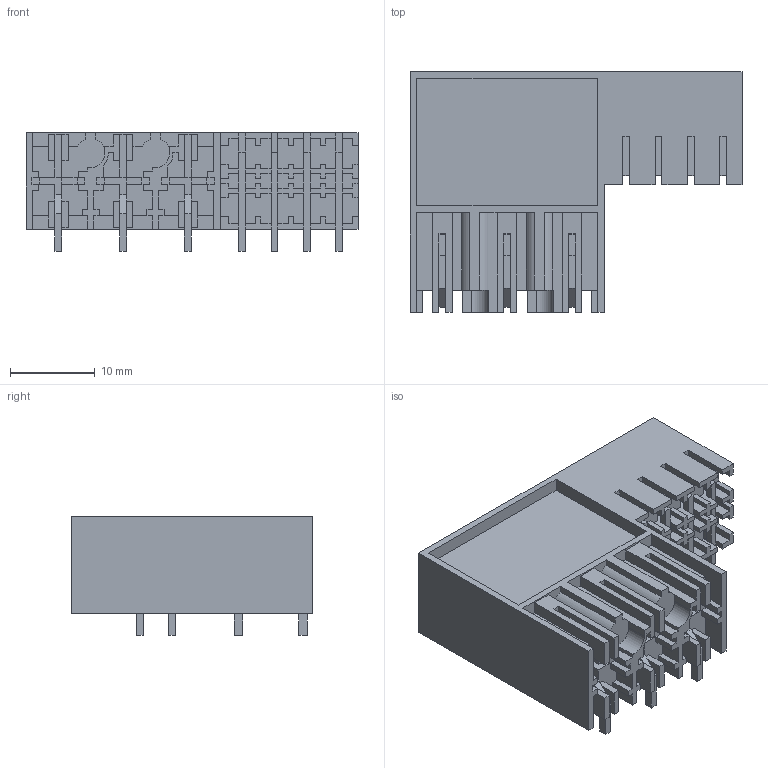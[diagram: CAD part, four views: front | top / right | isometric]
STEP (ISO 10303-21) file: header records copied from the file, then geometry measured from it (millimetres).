
FILE_DESCRIPTION(('CATIA V5 STEP Exchange','CAx-IF Rec.Pracs.--- Model Styling and Organization---1.5--- 2016-08-15','CAx-IF Rec.Pracs.---Supplemental Geometry---1.0---2011-11-01','CAx-IF Rec.Pracs.--- Composite Materials ---1.1---2010-07-15'),'2;1');
FILE_NAME ('297766-1_3', '2024-10-16T12:46:41+00:00', ('none'), ('Weidmueller'), 'CATIA Version 5-6 Release 2022 SP4 HF5', 'CATIA V5 STEP AP214 v3', 'none');
FILE_SCHEMA(('AUTOMOTIVE_DESIGN { 1 0 10303 214 1 1 1 1 }'));
Length unit declared in the file: millimetre
Products named in the file (1): 2529300000
Bounding box: 39.07 x 28.3 x 14 mm (x, y, z)
Volume: 4964.4 mm3; surface area: 7953.8 mm2
Topology: 1 solids, 1 shells, 740 faces, 2193 edges, 1454 vertices
Faces by surface type: plane 708, cylinder 16, cone 16
Entity records: 22994 total; most frequent: ORIENTED_EDGE 4386, CARTESIAN_POINT 4148, DIRECTION 2876, EDGE_CURVE 2193, VECTOR 2110, LINE 2110, VERTEX_POINT 1454, EDGE_LOOP 771
